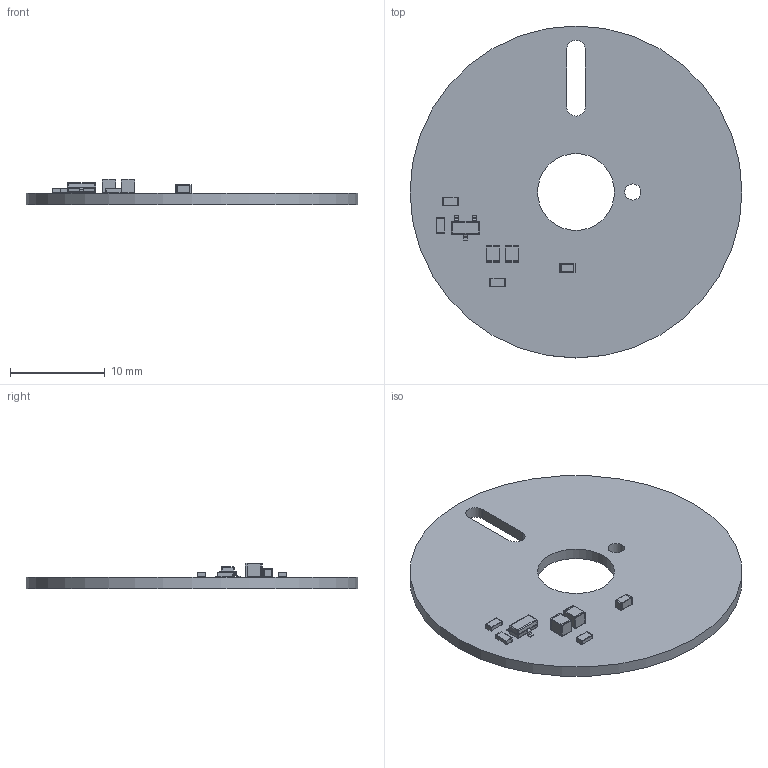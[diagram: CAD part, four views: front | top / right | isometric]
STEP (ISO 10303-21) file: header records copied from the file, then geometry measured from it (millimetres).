
FILE_DESCRIPTION(('Open CASCADE Model'),'2;1');
FILE_NAME('Open CASCADE Shape Model','2023-03-07T19:44:03',('Author'),( 'Open CASCADE'),'Open CASCADE STEP processor 7.5','Open CASCADE 7.5' ,'Unknown');
FILE_SCHEMA(('AUTOMOTIVE_DESIGN { 1 0 10303 214 1 1 1 1 }'));
Length unit declared in the file: millimetre
Products named in the file (41): PCB; Board; Open CASCADE STEP translator 7.5 1.1.1; R3; 6327032752; Mid_Body; Terminal; Open CASCADE STEP translator 6.8 3.2.1; Mark; R2; 6327032512; R1; 6333105088; Q1; 6327031232; Body; Open CASCADE STEP translator 6.8 4.1.1; Leader; C3; 6327030992; Open CASCADE STEP translator 6.8 20.1.1; Open CASCADE STEP translator 6.8 20.1.2; Open CASCADE STEP translator 6.8 20.2.1; C2; C1; 6327032912; Open CASCADE STEP translator 6.8 18.1.1; Open CASCADE STEP translator 6.8 18.1.2; Open CASCADE STEP translator 6.8 18.2.1
Assembly tree (46 placements, depth 5):
  PCB
    Board
      Open CASCADE STEP translator 7.5 1.1.1
    R3
      6327032752
        Mid_Body
        Terminal  x2
          Open CASCADE STEP translator 6.8 3.2.1
        Mark
    R2
      6327032512
        Mid_Body
        Terminal  x2
          Open CASCADE STEP translator 6.8 3.2.1
        Mark
    R1
      6333105088
        Mid_Body
        Terminal  x2
          Open CASCADE STEP translator 6.8 3.2.1
        Mark
    Q1
      6327031232
        Body
          Open CASCADE STEP translator 6.8 4.1.1
        Leader  x3
    C3
      6327030992
        Terminal
          Open CASCADE STEP translator 6.8 20.1.1
          Open CASCADE STEP translator 6.8 20.1.2
        Mid_Body
          Open CASCADE STEP translator 6.8 20.2.1
    C2
      6327030992
        Terminal
          Open CASCADE STEP translator 6.8 20.1.1
          Open CASCADE STEP translator 6.8 20.1.2
        Mid_Body
          Open CASCADE STEP translator 6.8 20.2.1
    C1
      6327032912
        Terminal
          Open CASCADE STEP translator 6.8 18.1.1
          Open CASCADE STEP translator 6.8 18.1.2
        Mid_Body
          Open CASCADE STEP translator 6.8 18.2.1
Bounding box: 35 x 35 x 2.65 mm (x, y, z)
Volume: 1088.2 mm3; surface area: 2081.6 mm2
Topology: 26 solids, 26 shells, 367 faces, 801 edges, 454 vertices
Faces by surface type: plane 222, cylinder 105, sphere 32, bspline 8
Full cylindrical faces by diameter (mm): 1.7 x1, 8.1 x1, 35 x1
Entity records: 7975 total; most frequent: CARTESIAN_POINT 1861, DIRECTION 1175, ORIENTED_EDGE 1026, EDGE_CURVE 513, AXIS2_PLACEMENT_3D 408, LINE 359, VECTOR 359, VERTEX_POINT 302
